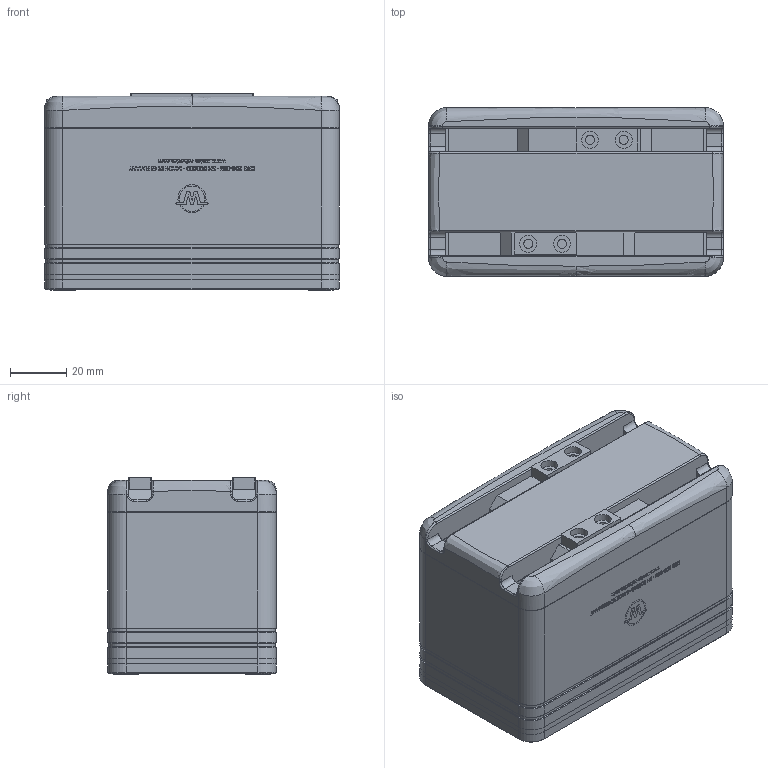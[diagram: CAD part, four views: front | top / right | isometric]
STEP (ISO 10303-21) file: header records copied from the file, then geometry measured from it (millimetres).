
FILE_DESCRIPTION((''),'2;1');
FILE_SCHEMA(('AUTOMOTIVE_DESIGN { 1 0 10303 214 1 1 1 1 }'));
Length unit declared in the file: millimetre
Products named in the file (4): crg200-085_customer; CRG200_body; CRG200_top_cover; crg200_base_jaw
Assembly tree (4 placements, depth 2):
  crg200-085_customer
    CRG200_body
    CRG200_top_cover
    crg200_base_jaw  x2
Bounding box: 105 x 60 x 70 mm (x, y, z)
Volume: 418095.7 mm3; surface area: 54106.5 mm2
Topology: 4 solids, 4 shells, 1160 faces, 3041 edges, 2000 vertices
Faces by surface type: bspline 577, plane 473, cylinder 78, cone 24, torus 8
Full cylindrical faces by diameter (mm): 9 x4
Entity records: 47745 total; most frequent: CARTESIAN_POINT 23322, ORIENTED_EDGE 5902, DIRECTION 3220, EDGE_CURVE 2951, VERTEX_POINT 1950, VECTOR 1648, LINE 1648, EDGE_LOOP 1267
